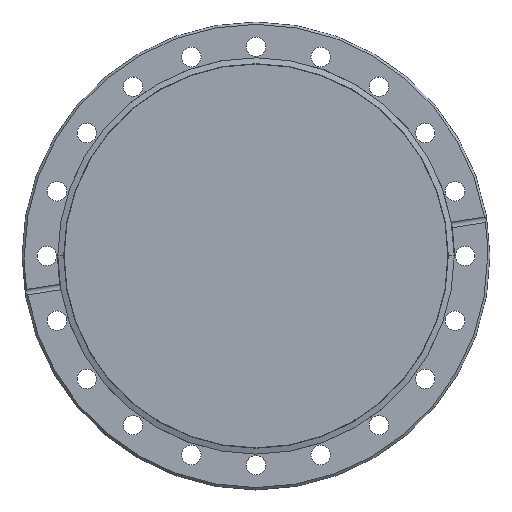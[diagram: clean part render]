
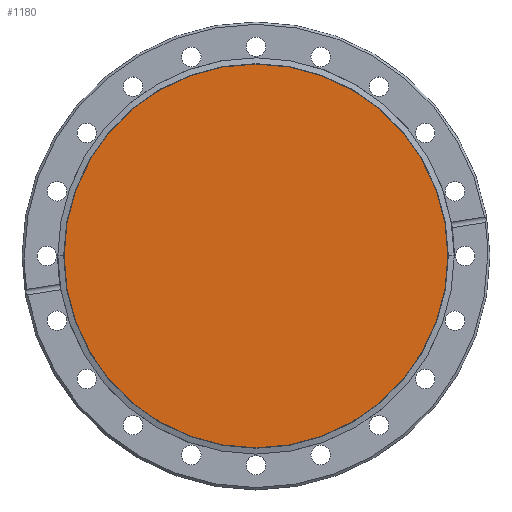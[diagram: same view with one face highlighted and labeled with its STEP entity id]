
A CAD part, top view. The second image highlights one B-rep face of the part: STEP entity #1180.
In plain terms, the highlighted planar face has unit normal (0, 0, 1).
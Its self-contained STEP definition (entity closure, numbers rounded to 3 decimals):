
#49 = CARTESIAN_POINT ( 'NONE',  ( 0., 0., -1.2 ) ) ;
#148 = CARTESIAN_POINT ( 'NONE',  ( 0., 0., -1.2 ) ) ;
#345 = DIRECTION ( 'NONE',  ( 1., 0., 0. ) ) ;
#379 = VERTEX_POINT ( 'NONE', #2210 ) ;
#385 = EDGE_LOOP ( 'NONE', ( #613, #1551 ) ) ;
#404 = FACE_OUTER_BOUND ( 'NONE', #385, .T. ) ;
#432 = CARTESIAN_POINT ( 'NONE',  ( 82.998, 0., -1.2 ) ) ;
#436 = DIRECTION ( 'NONE',  ( 0., 0., 1. ) ) ;
#613 = ORIENTED_EDGE ( 'NONE', *, *, #1739, .T. ) ;
#620 = PLANE ( 'NONE',  #1099 ) ;
#778 = AXIS2_PLACEMENT_3D ( 'NONE', #148, #1424, #345 ) ;
#890 = EDGE_CURVE ( 'NONE', #379, #1690, #1751, .T. ) ;
#1007 = DIRECTION ( 'NONE',  ( 0., 0., 1. ) ) ;
#1099 = AXIS2_PLACEMENT_3D ( 'NONE', #49, #436, #1670 ) ;
#1180 = ADVANCED_FACE ( 'NONE', ( #404 ), #620, .T. ) ;
#1239 = CIRCLE ( 'NONE', #2249, 82.998 ) ;
#1424 = DIRECTION ( 'NONE',  ( 0., 0., 1. ) ) ;
#1551 = ORIENTED_EDGE ( 'NONE', *, *, #890, .T. ) ;
#1670 = DIRECTION ( 'NONE',  ( 1., 0., 0. ) ) ;
#1690 = VERTEX_POINT ( 'NONE', #432 ) ;
#1739 = EDGE_CURVE ( 'NONE', #1690, #379, #1239, .T. ) ;
#1751 = CIRCLE ( 'NONE', #778, 82.998 ) ;
#2014 = CARTESIAN_POINT ( 'NONE',  ( 0., 0., -1.2 ) ) ;
#2174 = DIRECTION ( 'NONE',  ( 1., 0., 0. ) ) ;
#2210 = CARTESIAN_POINT ( 'NONE',  ( -82.998, 0., -1.2 ) ) ;
#2249 = AXIS2_PLACEMENT_3D ( 'NONE', #2014, #1007, #2174 ) ;
